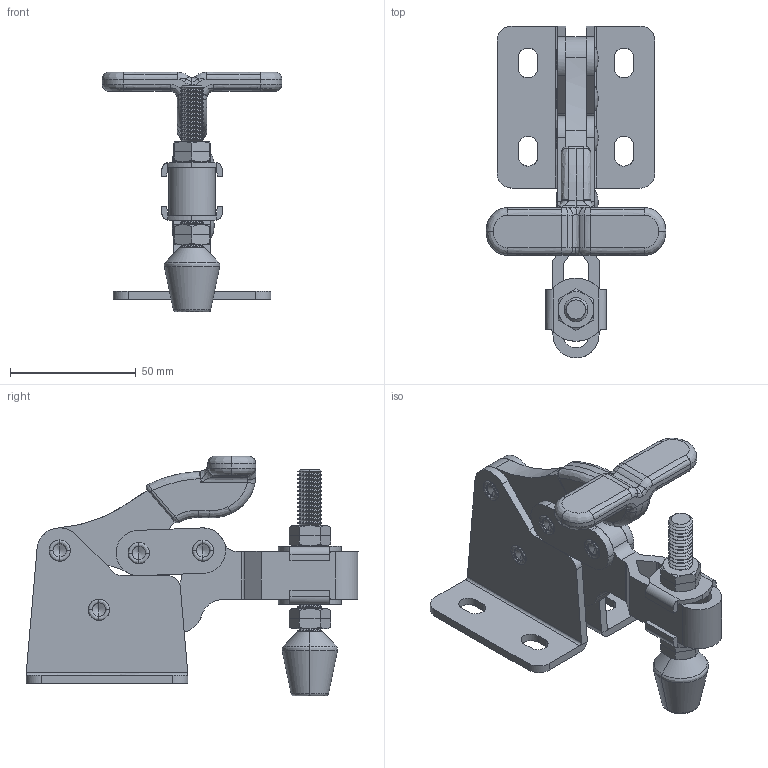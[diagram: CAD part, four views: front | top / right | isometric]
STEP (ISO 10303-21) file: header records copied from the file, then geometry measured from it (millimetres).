
FILE_DESCRIPTION((''),' ');
FILE_NAME('GH-13008.stp',' ',('stephen'),('BIB design'),' ','ACIS 14.0',' ');
FILE_SCHEMA(('automotive_design'));
Length unit declared in the file: inch
Products named in the file (17): Part_30501; Part_30500; Part_30498; Part_30499; Part_30496; Part_30497; Part_30473; Part_95220; Part_95473; Part_95726; Part_95979; Part_100317; Part_100318; Part_100316; Part_105549; Part_105683; Part_98937
Bounding box: 71.4 x 131.78 x 95.17 mm (x, y, z)
Volume: 99457.1 mm3; surface area: 55612.7 mm2
Topology: 17 solids, 17 shells, 689 faces, 2285 edges, 1626 vertices
Faces by surface type: revolution 355, bspline 213, plane 87, cylinder 26, cone 8
Entity records: 59755 total; most frequent: CARTESIAN_POINT 14652, PRESENTATION_STYLE_ASSIGNMENT 5180, COLOUR_RGB 5180, STYLED_ITEM 4605, ORIENTED_EDGE 4546, DIRECTION 3249, CURVE_STYLE 2848, EDGE_CURVE 2273
